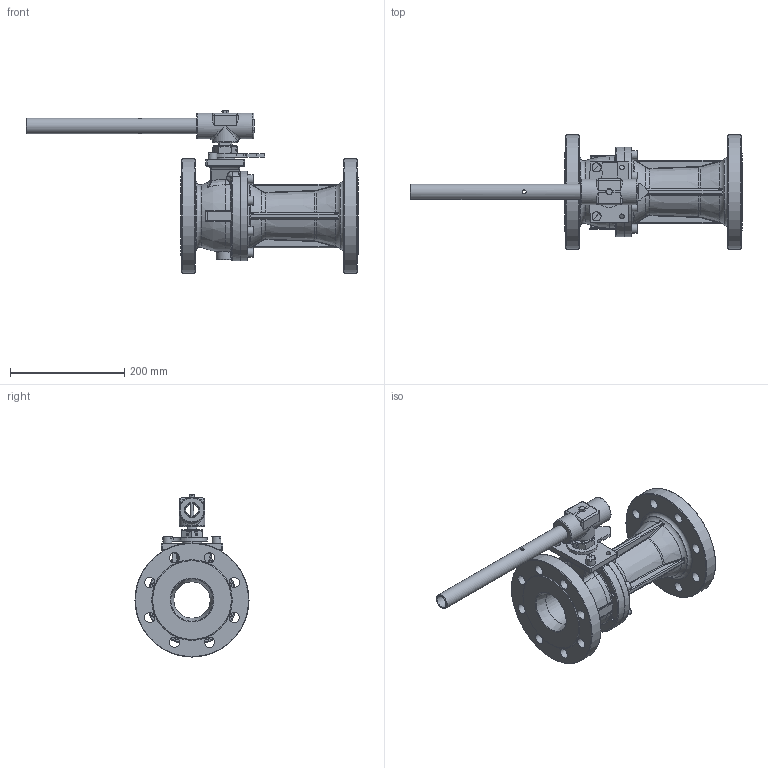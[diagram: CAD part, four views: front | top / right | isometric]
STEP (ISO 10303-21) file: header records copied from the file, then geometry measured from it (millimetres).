
FILE_DESCRIPTION(/* description */ (''),/* implementation_level */ '2;1');
FILE_NAME(/* name */ 'GA-F54-30-D40-W-A-1.stp',/* time_stamp */ '2021-10-26T12:37:16+01:00',/* author */ ('jaday'),/* organization */ (''),/* preprocessor_version */ 'ST-DEVELOPER v16.1',/* originating_system */ 'Autodesk Inventor 2016',/* authorisation */ '');
FILE_SCHEMA (('AUTOMOTIVE_DESIGN { 1 0 10303 214 3 1 1 }'));
Length unit declared in the file: millimetre
Products named in the file (1): GA-F54-30-D40-W-A-1
Bounding box: 581.65 x 200 x 284.14 mm (x, y, z)
Volume: 3201942.4 mm3; surface area: 447908.4 mm2
Topology: 1 solids, 7 shells, 734 faces, 1828 edges, 1105 vertices
Faces by surface type: plane 244, bspline 192, cylinder 183, cone 50, torus 48, sphere 17
Full cylindrical faces by diameter (mm): 7 x2, 7.675 x2, 8.376 x12, 10 x8, 15.84 x2, 16 x8, 18 x16, 21.7 x1, 26.9 x1, 33.765 x1, 45 x2, 63.5 x1, 117.5 x1, 122 x1, 157.2 x2, 200 x2
Entity records: 27516 total; most frequent: CARTESIAN_POINT 11197, ORIENTED_EDGE 3310, DIRECTION 2878, EDGE_CURVE 1654, AXIS2_PLACEMENT_3D 1158, VERTEX_POINT 1055, EDGE_LOOP 930, FACE_OUTER_BOUND 734
